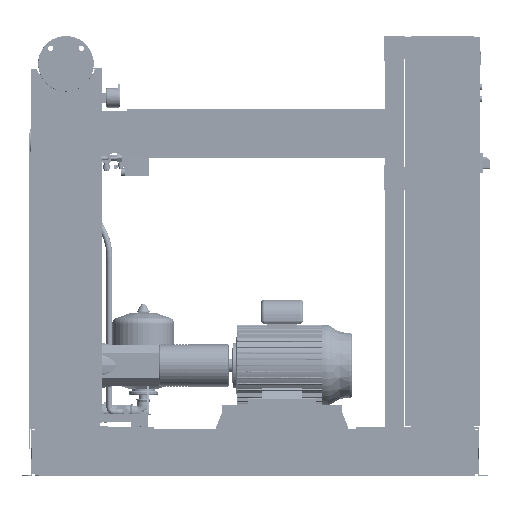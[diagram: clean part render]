
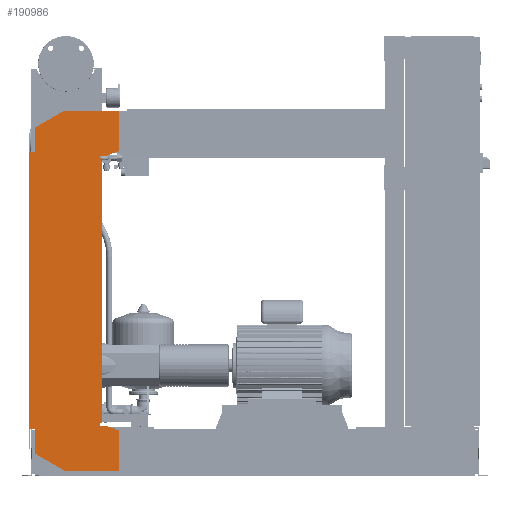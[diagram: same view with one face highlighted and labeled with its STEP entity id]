
A CAD part, front view. The second image highlights one B-rep face of the part: STEP entity #190986.
In plain terms, the highlighted free-form (B-spline) face has degree [1, 1] with [2, 2] control points.
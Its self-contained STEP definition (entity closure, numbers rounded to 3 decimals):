
#190471=CARTESIAN_POINT('',(-102.0,-565.5,1076.0));
#190472=VERTEX_POINT('',#190471);
#190479=CARTESIAN_POINT('',(-102.0,-565.5,1158.574));
#190480=VERTEX_POINT('',#190479);
#190481=CARTESIAN_POINT('',(-102.0,-565.5,1076.0));
#190482=DIRECTION('',(0.0,0.0,1.0));
#190483=VECTOR('',#190482,82.574);
#190484=LINE('',#190481,#190483);
#190485=EDGE_CURVE('',#190472,#190480,#190484,.T.);
#190503=CARTESIAN_POINT('',(-6.,-565.5,1214.0));
#190504=VERTEX_POINT('',#190503);
#190505=CARTESIAN_POINT('',(-102.0,-565.5,1158.574));
#190506=DIRECTION('',(0.866,0.0,0.5));
#190507=VECTOR('',#190506,110.851);
#190508=LINE('',#190505,#190507);
#190509=EDGE_CURVE('',#190480,#190504,#190508,.T.);
#190527=CARTESIAN_POINT('',(177.0,-565.5,1214.0));
#190528=VERTEX_POINT('',#190527);
#190529=CARTESIAN_POINT('',(-6.,-565.5,1214.0));
#190530=DIRECTION('',(1.0,0.0,0.0));
#190531=VECTOR('',#190530,183.0);
#190532=LINE('',#190529,#190531);
#190533=EDGE_CURVE('',#190504,#190528,#190532,.T.);
#190551=CARTESIAN_POINT('',(177.0,-565.5,1080.379));
#190552=VERTEX_POINT('',#190551);
#190553=CARTESIAN_POINT('',(177.0,-565.5,1214.0));
#190554=DIRECTION('',(0.0,0.0,-1.0));
#190555=VECTOR('',#190554,133.621);
#190556=LINE('',#190553,#190555);
#190557=EDGE_CURVE('',#190528,#190552,#190556,.T.);
#190575=CARTESIAN_POINT('',(132.,-565.5,1064.0));
#190576=VERTEX_POINT('',#190575);
#190577=CARTESIAN_POINT('',(177.0,-565.5,1080.379));
#190578=DIRECTION('',(-0.94,0.0,-0.342));
#190579=VECTOR('',#190578,47.888);
#190580=LINE('',#190577,#190579);
#190581=EDGE_CURVE('',#190552,#190576,#190580,.T.);
#190599=CARTESIAN_POINT('',(112.0,-565.5,1064.0));
#190600=VERTEX_POINT('',#190599);
#190601=CARTESIAN_POINT('',(132.,-565.5,1064.0));
#190602=DIRECTION('',(-1.0,0.0,0.0));
#190603=VECTOR('',#190602,20.);
#190604=LINE('',#190601,#190603);
#190605=EDGE_CURVE('',#190576,#190600,#190604,.T.);
#190623=CARTESIAN_POINT('',(112.0,-565.5,1056.0));
#190624=VERTEX_POINT('',#190623);
#190625=CARTESIAN_POINT('',(112.0,-565.5,1064.0));
#190626=DIRECTION('',(0.0,0.0,-1.0));
#190627=VECTOR('',#190626,8.0);
#190628=LINE('',#190625,#190627);
#190629=EDGE_CURVE('',#190600,#190624,#190628,.T.);
#190647=CARTESIAN_POINT('',(120.,-565.5,1056.0));
#190648=VERTEX_POINT('',#190647);
#190649=CARTESIAN_POINT('',(112.0,-565.5,1056.0));
#190650=DIRECTION('',(1.0,0.0,0.0));
#190651=VECTOR('',#190650,8.);
#190652=LINE('',#190649,#190651);
#190653=EDGE_CURVE('',#190624,#190648,#190652,.T.);
#190671=CARTESIAN_POINT('',(120.,-565.5,176.));
#190672=VERTEX_POINT('',#190671);
#190683=CARTESIAN_POINT('',(120.,-565.5,1056.0));
#190684=DIRECTION('',(0.0,0.0,-1.0));
#190685=VECTOR('',#190684,880.);
#190686=LINE('',#190683,#190685);
#190687=EDGE_CURVE('',#190648,#190672,#190686,.T.);
#190701=CARTESIAN_POINT('',(112.,-565.5,176.));
#190702=VERTEX_POINT('',#190701);
#190703=CARTESIAN_POINT('',(120.,-565.5,176.));
#190704=DIRECTION('',(-1.0,0.0,0.0));
#190705=VECTOR('',#190704,8.);
#190706=LINE('',#190703,#190705);
#190707=EDGE_CURVE('',#190672,#190702,#190706,.T.);
#190725=CARTESIAN_POINT('',(112.,-565.5,168.));
#190726=VERTEX_POINT('',#190725);
#190727=CARTESIAN_POINT('',(112.,-565.5,176.));
#190728=DIRECTION('',(0.0,0.0,-1.0));
#190729=VECTOR('',#190728,8.0);
#190730=LINE('',#190727,#190729);
#190731=EDGE_CURVE('',#190702,#190726,#190730,.T.);
#190749=CARTESIAN_POINT('',(132.,-565.5,168.));
#190750=VERTEX_POINT('',#190749);
#190751=CARTESIAN_POINT('',(112.,-565.5,168.));
#190752=DIRECTION('',(1.0,0.0,0.0));
#190753=VECTOR('',#190752,20.0);
#190754=LINE('',#190751,#190753);
#190755=EDGE_CURVE('',#190726,#190750,#190754,.T.);
#190773=CARTESIAN_POINT('',(177.,-565.5,151.621));
#190774=VERTEX_POINT('',#190773);
#190775=CARTESIAN_POINT('',(132.,-565.5,168.));
#190776=DIRECTION('',(0.94,0.0,-0.342));
#190777=VECTOR('',#190776,47.888);
#190778=LINE('',#190775,#190777);
#190779=EDGE_CURVE('',#190750,#190774,#190778,.T.);
#190797=CARTESIAN_POINT('',(177.,-565.5,18.0));
#190798=VERTEX_POINT('',#190797);
#190799=CARTESIAN_POINT('',(177.,-565.5,151.621));
#190800=DIRECTION('',(0.0,0.0,-1.0));
#190801=VECTOR('',#190800,133.621);
#190802=LINE('',#190799,#190801);
#190803=EDGE_CURVE('',#190774,#190798,#190802,.T.);
#190821=CARTESIAN_POINT('',(-4.,-565.5,18.0));
#190822=VERTEX_POINT('',#190821);
#190823=CARTESIAN_POINT('',(177.,-565.5,18.0));
#190824=DIRECTION('',(-1.0,0.0,0.0));
#190825=VECTOR('',#190824,181.);
#190826=LINE('',#190823,#190825);
#190827=EDGE_CURVE('',#190798,#190822,#190826,.T.);
#190845=CARTESIAN_POINT('',(-102.,-565.5,74.58));
#190846=VERTEX_POINT('',#190845);
#190847=CARTESIAN_POINT('',(-4.,-565.5,18.0));
#190848=DIRECTION('',(-0.866,0.0,0.5));
#190849=VECTOR('',#190848,113.161);
#190850=LINE('',#190847,#190849);
#190851=EDGE_CURVE('',#190822,#190846,#190850,.T.);
#190869=CARTESIAN_POINT('',(-102.,-565.5,156.0));
#190870=VERTEX_POINT('',#190869);
#190871=CARTESIAN_POINT('',(-102.,-565.5,74.58));
#190872=DIRECTION('',(0.0,0.0,1.0));
#190873=VECTOR('',#190872,81.42);
#190874=LINE('',#190871,#190873);
#190875=EDGE_CURVE('',#190846,#190870,#190874,.T.);
#190893=CARTESIAN_POINT('',(-122.,-565.5,156.0));
#190894=VERTEX_POINT('',#190893);
#190895=CARTESIAN_POINT('',(-102.,-565.5,156.0));
#190896=DIRECTION('',(-1.0,0.0,0.0));
#190897=VECTOR('',#190896,20.0);
#190898=LINE('',#190895,#190897);
#190899=EDGE_CURVE('',#190870,#190894,#190898,.T.);
#190917=CARTESIAN_POINT('',(-122.0,-565.5,1076.0));
#190918=VERTEX_POINT('',#190917);
#190931=CARTESIAN_POINT('',(-122.,-565.5,156.0));
#190932=DIRECTION('',(0.0,0.0,1.0));
#190933=VECTOR('',#190932,920.0);
#190934=LINE('',#190931,#190933);
#190935=EDGE_CURVE('',#190894,#190918,#190934,.T.);
#190949=CARTESIAN_POINT('',(-122.0,-565.5,1076.0));
#190950=DIRECTION('',(1.0,0.0,0.0));
#190951=VECTOR('',#190950,20.0);
#190952=LINE('',#190949,#190951);
#190953=EDGE_CURVE('',#190918,#190472,#190952,.T.);
#190959=CARTESIAN_POINT('',(-122.,-565.5,18.0));
#190960=CARTESIAN_POINT('',(177.0,-565.5,18.0));
#190961=CARTESIAN_POINT('',(-122.,-565.5,1214.0));
#190962=CARTESIAN_POINT('',(177.0,-565.5,1214.0));
#190963=B_SPLINE_SURFACE_WITH_KNOTS('',1,1,((#190959,#190961),(#190960,#190962)),.UNSPECIFIED.,.F.,.F.,.U.,(2,2),(2,2),(0.0,299.),(0.0,1196.0),.UNSPECIFIED.);
#190964=ORIENTED_EDGE('',*,*,#190953,.F.);
#190965=ORIENTED_EDGE('',*,*,#190935,.F.);
#190966=ORIENTED_EDGE('',*,*,#190899,.F.);
#190967=ORIENTED_EDGE('',*,*,#190875,.F.);
#190968=ORIENTED_EDGE('',*,*,#190851,.F.);
#190969=ORIENTED_EDGE('',*,*,#190827,.F.);
#190970=ORIENTED_EDGE('',*,*,#190803,.F.);
#190971=ORIENTED_EDGE('',*,*,#190779,.F.);
#190972=ORIENTED_EDGE('',*,*,#190755,.F.);
#190973=ORIENTED_EDGE('',*,*,#190731,.F.);
#190974=ORIENTED_EDGE('',*,*,#190707,.F.);
#190975=ORIENTED_EDGE('',*,*,#190687,.F.);
#190976=ORIENTED_EDGE('',*,*,#190653,.F.);
#190977=ORIENTED_EDGE('',*,*,#190629,.F.);
#190978=ORIENTED_EDGE('',*,*,#190605,.F.);
#190979=ORIENTED_EDGE('',*,*,#190581,.F.);
#190980=ORIENTED_EDGE('',*,*,#190557,.F.);
#190981=ORIENTED_EDGE('',*,*,#190533,.F.);
#190982=ORIENTED_EDGE('',*,*,#190509,.F.);
#190983=ORIENTED_EDGE('',*,*,#190485,.F.);
#190984=EDGE_LOOP('',(#190964,#190965,#190966,#190967,#190968,#190969,#190970,#190971,#190972,#190973,#190974,#190975,#190976,#190977,#190978,#190979,#190980,#190981,#190982,#190983));
#190985=FACE_OUTER_BOUND('',#190984,.T.);
#190986=ADVANCED_FACE('',(#190985),#190963,.T.);
